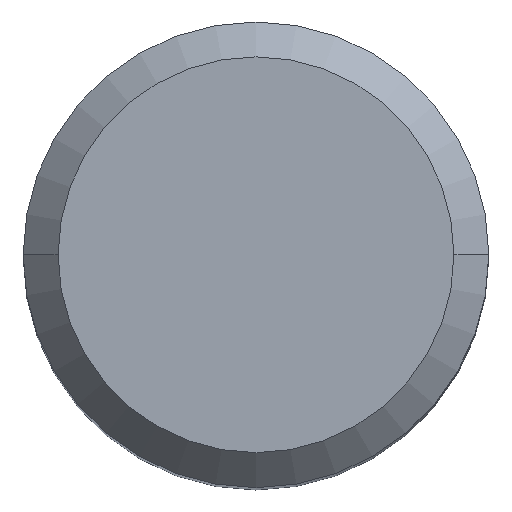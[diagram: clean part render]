
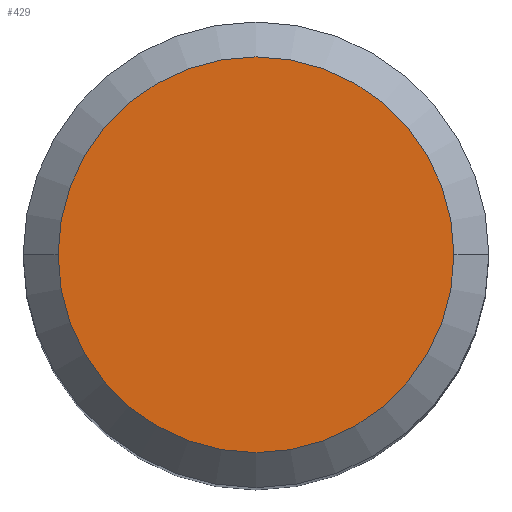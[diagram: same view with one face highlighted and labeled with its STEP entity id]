
A CAD part, top view. The second image highlights one B-rep face of the part: STEP entity #429.
In plain terms, the highlighted planar face has unit normal (0, 0, 1).
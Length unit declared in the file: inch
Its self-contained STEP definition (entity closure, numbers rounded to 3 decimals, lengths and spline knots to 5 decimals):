
#8 = CARTESIAN_POINT ( 'NONE',  ( 0., 0., 0. ) ) ;
#25 = CARTESIAN_POINT ( 'NONE',  ( 0.26563, 0., 0. ) ) ;
#38 = DIRECTION ( 'NONE',  ( 0., 0., -1. ) ) ;
#72 = DIRECTION ( 'NONE',  ( -1., 0., 0. ) ) ;
#109 = CARTESIAN_POINT ( 'NONE',  ( 0., 0., 0. ) ) ;
#117 = DIRECTION ( 'NONE',  ( 0., 0., 1. ) ) ;
#128 = DIRECTION ( 'NONE',  ( 0., 0., 1. ) ) ;
#153 = CIRCLE ( 'NONE', #315, 0.26563 ) ;
#160 = ORIENTED_EDGE ( 'NONE', *, *, #422, .T. ) ;
#169 = CIRCLE ( 'NONE', #200, 0.26563 ) ;
#200 = AXIS2_PLACEMENT_3D ( 'NONE', #477, #128, #282 ) ;
#220 = FACE_OUTER_BOUND ( 'NONE', #445, .T. ) ;
#261 = EDGE_CURVE ( 'NONE', #361, #393, #153, .T. ) ;
#268 = DIRECTION ( 'NONE',  ( 1., 0., 0. ) ) ;
#282 = DIRECTION ( 'NONE',  ( 1., 0., 0. ) ) ;
#286 = ORIENTED_EDGE ( 'NONE', *, *, #261, .T. ) ;
#296 = PLANE ( 'NONE',  #306 ) ;
#306 = AXIS2_PLACEMENT_3D ( 'NONE', #109, #38, #72 ) ;
#315 = AXIS2_PLACEMENT_3D ( 'NONE', #8, #117, #268 ) ;
#361 = VERTEX_POINT ( 'NONE', #25 ) ;
#393 = VERTEX_POINT ( 'NONE', #481 ) ;
#422 = EDGE_CURVE ( 'NONE', #393, #361, #169, .T. ) ;
#429 = ADVANCED_FACE ( 'NONE', ( #220 ), #296, .F. ) ;
#445 = EDGE_LOOP ( 'NONE', ( #160, #286 ) ) ;
#477 = CARTESIAN_POINT ( 'NONE',  ( 0., 0., 0. ) ) ;
#481 = CARTESIAN_POINT ( 'NONE',  ( -0.26563, 0., 0. ) ) ;
